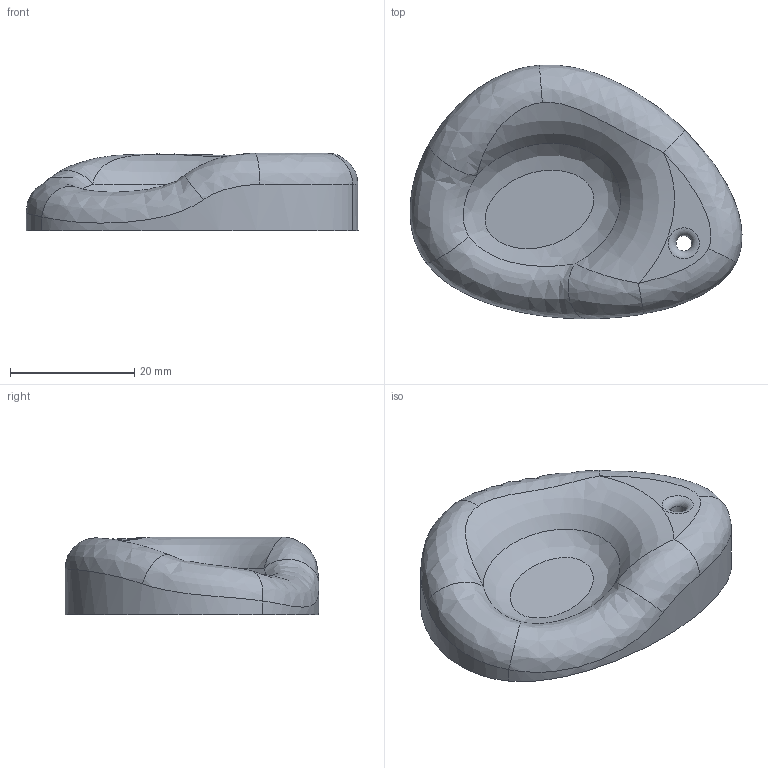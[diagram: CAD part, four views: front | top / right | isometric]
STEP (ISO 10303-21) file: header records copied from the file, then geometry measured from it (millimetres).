
FILE_DESCRIPTION(/* description */ ('STEP AP242','CAx-IF Rec.Pracs.---Representation and Presentation of Product Manufacturing Information (PMI)---4.0---2014-10-13','CAx-IF Rec.Pracs.---3D Tessellated Geometry---0.4---2014-09-14','2;1'),/* implementation_level */ '2;1');
FILE_NAME(/* name */ '668baf95dbc66f21a7736def',/* time_stamp */ '2024-07-08T09:21:27Z',/* author */ (''),/* organization */ (''),/* preprocessor_version */ 'ST-DEVELOPER v20',/* originating_system */ ' ',/* authorisation */ ' ');
FILE_SCHEMA (('AP242_MANAGED_MODEL_BASED_3D_ENGINEERING_MIM_LF { 1 0 10303 442 1 1 4 }'));
Length unit declared in the file: metre
Products named in the file (1): Part 1
Bounding box: 53.43 x 40.83 x 12.5 mm (x, y, z)
Volume: 14923.7 mm3; surface area: 4847.5 mm2
Topology: 1 solids, 1 shells, 17 faces, 37 edges, 22 vertices
Faces by surface type: bspline 12, plane 3, cylinder 1, torus 1
Full cylindrical faces by diameter (mm): 2.5 x1
Entity records: 936 total; most frequent: CARTESIAN_POINT 634, ORIENTED_EDGE 66, DIRECTION 35, EDGE_CURVE 33, EDGE_LOOP 22, FACE_BOUND 22, VERTEX_POINT 21, B_SPLINE_CURVE_WITH_KNOTS 20
